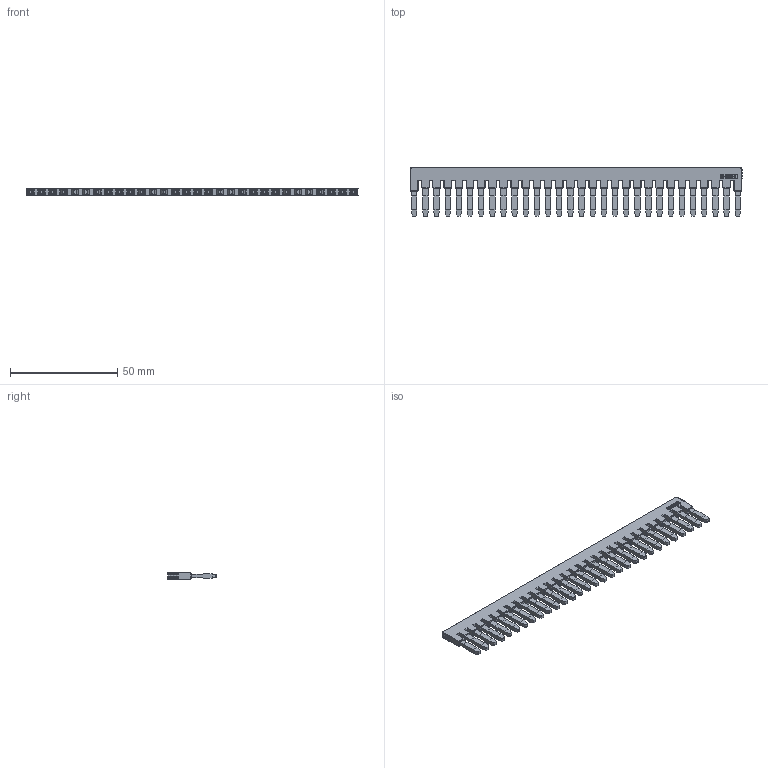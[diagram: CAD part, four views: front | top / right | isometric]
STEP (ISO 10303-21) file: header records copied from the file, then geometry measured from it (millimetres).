
FILE_DESCRIPTION((''),'2;1');
FILE_NAME('PRT0002','2024-03-13T',('Administrator'),(''),'PRO/ENGINEER BY PARAMETRIC TECHNOLOGY CORPORATION, 2013230','PRO/ENGINEER BY PARAMETRIC TECHNOLOGY CORPORATION, 2013230','');
FILE_SCHEMA(('CONFIG_CONTROL_DESIGN'));
Length unit declared in the file: millimetre
Products named in the file (1): PRT0002
Bounding box: 154.8 x 22.7 x 3 mm (x, y, z)
Volume: 5632 mm3; surface area: 7493.7 mm2
Topology: 1 solids, 17 shells, 1545 faces, 4195 edges, 2738 vertices
Faces by surface type: plane 1196, cylinder 317, torus 32
Entity records: 59013 total; most frequent: CARTESIAN_POINT 10166, ORIENTED_EDGE 8390, DIRECTION 6907, EDGE_CURVE 4195, VECTOR 3521, LINE 3521, VERTEX_POINT 2738, AXIS2_PLACEMENT_3D 1693
